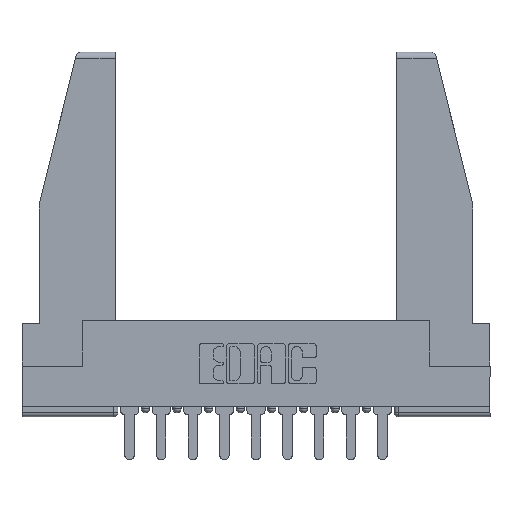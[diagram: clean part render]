
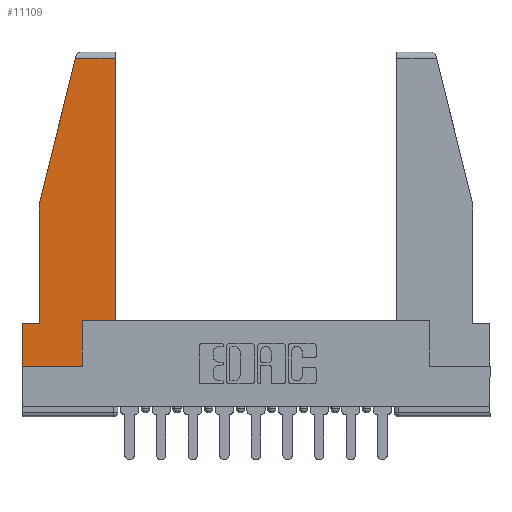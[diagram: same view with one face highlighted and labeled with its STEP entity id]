
A CAD part, top view. The second image highlights one B-rep face of the part: STEP entity #11109.
In plain terms, the highlighted planar face has unit normal (0, 0, 1).
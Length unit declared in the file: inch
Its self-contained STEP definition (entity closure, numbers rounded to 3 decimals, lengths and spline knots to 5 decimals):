
#200 = DIRECTION ( 'NONE',  ( 0., -1., 0. ) ) ;
#417 = DIRECTION ( 'NONE',  ( -1., 0., 0. ) ) ;
#457 = EDGE_CURVE ( 'NONE', #2393, #12525, #6148, .T. ) ;
#583 = VERTEX_POINT ( 'NONE', #11366 ) ;
#589 = VERTEX_POINT ( 'NONE', #4593 ) ;
#722 = EDGE_LOOP ( 'NONE', ( #10557, #945, #5896, #8699, #8832, #6708, #1590, #755, #4128 ) ) ;
#755 = ORIENTED_EDGE ( 'NONE', *, *, #11522, .T. ) ;
#945 = ORIENTED_EDGE ( 'NONE', *, *, #13507, .T. ) ;
#1123 = DIRECTION ( 'NONE',  ( 1., 0., 0. ) ) ;
#1128 = EDGE_CURVE ( 'NONE', #13667, #10136, #9992, .T. ) ;
#1450 = EDGE_CURVE ( 'NONE', #12525, #11033, #9091, .T. ) ;
#1461 = CARTESIAN_POINT ( 'NONE',  ( 0.086, 0.8, 0. ) ) ;
#1590 = ORIENTED_EDGE ( 'NONE', *, *, #12458, .T. ) ;
#1613 = FACE_OUTER_BOUND ( 'NONE', #722, .T. ) ;
#1673 = VECTOR ( 'NONE', #200, 39.37008 ) ;
#1912 = VERTEX_POINT ( 'NONE', #9161 ) ;
#2115 = CARTESIAN_POINT ( 'NONE',  ( 0.297, 0.223, 0. ) ) ;
#2242 = DIRECTION ( 'NONE',  ( 1., 0., 0. ) ) ;
#2393 = VERTEX_POINT ( 'NONE', #9786 ) ;
#2464 = VECTOR ( 'NONE', #1123, 39.37008 ) ;
#2556 = VECTOR ( 'NONE', #13410, 39.37008 ) ;
#3084 = VERTEX_POINT ( 'NONE', #10094 ) ;
#3127 = VECTOR ( 'NONE', #417, 39.37008 ) ;
#3167 = DIRECTION ( 'NONE',  ( 0., 0., 1. ) ) ;
#4128 = ORIENTED_EDGE ( 'NONE', *, *, #457, .T. ) ;
#4393 = CARTESIAN_POINT ( 'NONE',  ( 0.271, 1.55, 0. ) ) ;
#4593 = CARTESIAN_POINT ( 'NONE',  ( 0., 0., 0. ) ) ;
#4622 = CARTESIAN_POINT ( 'NONE',  ( 0., 0.21, 0. ) ) ;
#4699 = EDGE_CURVE ( 'NONE', #10136, #3084, #6954, .T. ) ;
#5035 = EDGE_CURVE ( 'NONE', #1912, #589, #9381, .T. ) ;
#5853 = CARTESIAN_POINT ( 'NONE',  ( 0., 1.52, 0. ) ) ;
#5896 = ORIENTED_EDGE ( 'NONE', *, *, #1128, .T. ) ;
#5998 = CARTESIAN_POINT ( 'NONE',  ( 0., 0.21, 0. ) ) ;
#6148 = LINE ( 'NONE', #2115, #13866 ) ;
#6172 = AXIS2_PLACEMENT_3D ( 'NONE', #9985, #3167, #2242 ) ;
#6281 = VECTOR ( 'NONE', #9219, 39.37008 ) ;
#6304 = VECTOR ( 'NONE', #11266, 39.37008 ) ;
#6355 = LINE ( 'NONE', #14080, #14241 ) ;
#6463 = CARTESIAN_POINT ( 'NONE',  ( 0., 0., 0. ) ) ;
#6708 = ORIENTED_EDGE ( 'NONE', *, *, #5035, .T. ) ;
#6954 = LINE ( 'NONE', #12498, #1673 ) ;
#6982 = DIRECTION ( 'NONE',  ( 0., 1., 0. ) ) ;
#7017 = LINE ( 'NONE', #6463, #2464 ) ;
#7523 = LINE ( 'NONE', #5998, #3127 ) ;
#7765 = PLANE ( 'NONE',  #6172 ) ;
#7880 = CARTESIAN_POINT ( 'NONE',  ( 0.461, 0.223, 0. ) ) ;
#8699 = ORIENTED_EDGE ( 'NONE', *, *, #4699, .T. ) ;
#8832 = ORIENTED_EDGE ( 'NONE', *, *, #13713, .T. ) ;
#9091 = LINE ( 'NONE', #11550, #9259 ) ;
#9161 = CARTESIAN_POINT ( 'NONE',  ( 0., 0.21, 0. ) ) ;
#9219 = DIRECTION ( 'NONE',  ( -1., 0., 0. ) ) ;
#9259 = VECTOR ( 'NONE', #6982, 39.37008 ) ;
#9381 = LINE ( 'NONE', #4622, #2556 ) ;
#9786 = CARTESIAN_POINT ( 'NONE',  ( 0.297, 0.223, 0. ) ) ;
#9985 = CARTESIAN_POINT ( 'NONE',  ( 0., 0., 0. ) ) ;
#9992 = LINE ( 'NONE', #4393, #6304 ) ;
#10094 = CARTESIAN_POINT ( 'NONE',  ( 0.086, 0.21, 0. ) ) ;
#10136 = VERTEX_POINT ( 'NONE', #1461 ) ;
#10557 = ORIENTED_EDGE ( 'NONE', *, *, #1450, .T. ) ;
#10596 = CARTESIAN_POINT ( 'NONE',  ( 0.2636, 1.52, 0. ) ) ;
#10747 = DIRECTION ( 'NONE',  ( 0., 1., 0. ) ) ;
#10955 = CARTESIAN_POINT ( 'NONE',  ( 0.461, 1.52, 0. ) ) ;
#11033 = VERTEX_POINT ( 'NONE', #10955 ) ;
#11069 = DIRECTION ( 'NONE',  ( 1., 0., 0. ) ) ;
#11109 = ADVANCED_FACE ( 'NONE', ( #1613 ), #7765, .T. ) ;
#11266 = DIRECTION ( 'NONE',  ( -0.239, -0.971, 0. ) ) ;
#11366 = CARTESIAN_POINT ( 'NONE',  ( 0.297, 0., 0. ) ) ;
#11522 = EDGE_CURVE ( 'NONE', #583, #2393, #6355, .T. ) ;
#11550 = CARTESIAN_POINT ( 'NONE',  ( 0.461, 0.223, 0. ) ) ;
#12458 = EDGE_CURVE ( 'NONE', #589, #583, #7017, .T. ) ;
#12498 = CARTESIAN_POINT ( 'NONE',  ( 0.086, 0.8, 0. ) ) ;
#12525 = VERTEX_POINT ( 'NONE', #7880 ) ;
#13307 = LINE ( 'NONE', #5853, #6281 ) ;
#13410 = DIRECTION ( 'NONE',  ( 0., -1., 0. ) ) ;
#13507 = EDGE_CURVE ( 'NONE', #11033, #13667, #13307, .T. ) ;
#13667 = VERTEX_POINT ( 'NONE', #10596 ) ;
#13713 = EDGE_CURVE ( 'NONE', #3084, #1912, #7523, .T. ) ;
#13866 = VECTOR ( 'NONE', #11069, 39.37008 ) ;
#14080 = CARTESIAN_POINT ( 'NONE',  ( 0.297, 0., 0. ) ) ;
#14241 = VECTOR ( 'NONE', #10747, 39.37008 ) ;
